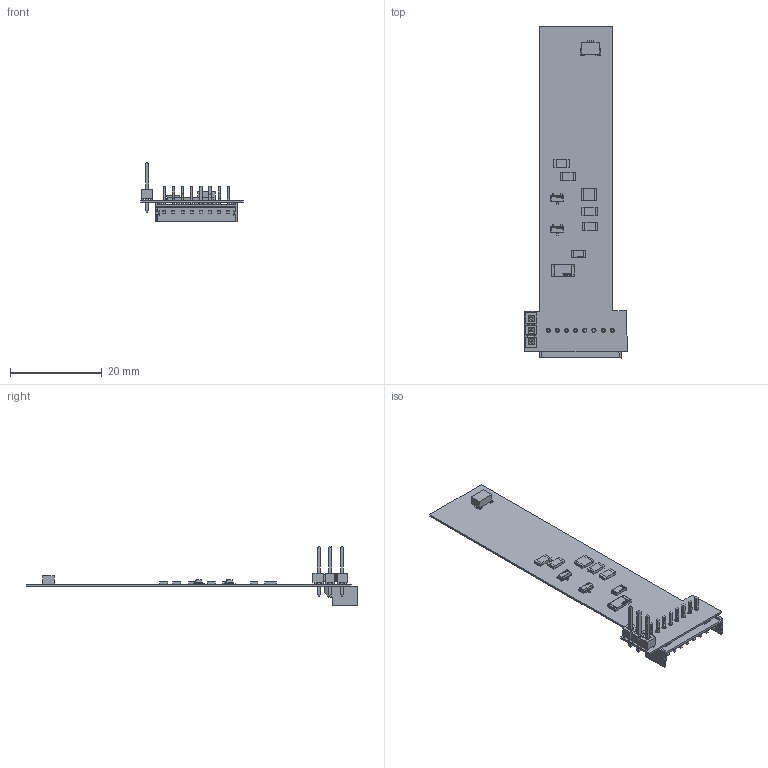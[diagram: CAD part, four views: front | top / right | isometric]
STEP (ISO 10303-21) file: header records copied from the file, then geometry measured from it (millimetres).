
FILE_DESCRIPTION(('Open CASCADE Model'),'2;1');
FILE_NAME('Open CASCADE Shape Model','2023-02-17T12:33:47',('Author'),( 'Open CASCADE'),'Open CASCADE STEP processor 7.5','Open CASCADE 7.5' ,'Unknown');
FILE_SCHEMA(('AUTOMOTIVE_DESIGN { 1 0 10303 214 1 1 1 1 }'));
Length unit declared in the file: millimetre
Products named in the file (42): PCB; Board; Open CASCADE STEP translator 7.5 6.1.1; Designator33; Res_Yageo_RC2010JK-071KL_eec; RC2010JK-071KL; Yageo; U2; IC_Texas_Instruments_DRV5032FADBZR_eec; body; pins; logo; Designator32; Res_Bourns_CR1206AFX-3163ELF_eec; terminals; top; J2; 214721-0020; Body; Pins; J1; 53254-0870; Open CASCADE STEP translator 7.5 6.6.1.1; Open CASCADE STEP translator 7.5 6.6.1.2; U1; R5; 6090786976; Extruded; 6090786816; R4; R3; 6090786176; 6090786016; R2; R1; P2; TSW-103-07-X-S
Assembly tree (53 placements, depth 4):
  PCB
    Board
      Open CASCADE STEP translator 7.5 6.1.1
    Designator33
      Res_Yageo_RC2010JK-071KL_eec
        RC2010JK-071KL
        Yageo
    U2
      IC_Texas_Instruments_DRV5032FADBZR_eec
        body
        pins
        logo
    Designator32
      Res_Bourns_CR1206AFX-3163ELF_eec
        terminals
        body
        top
        logo
    J2
      214721-0020
        Body
        Pins
    J1
      53254-0870
        Open CASCADE STEP translator 7.5 6.6.1.1
        Open CASCADE STEP translator 7.5 6.6.1.2
    U1
      IC_Texas_Instruments_DRV5032FADBZR_eec
        body
        pins
        logo
    R5
      6090786976
        Extruded
      6090786816  x2
        Extruded
    R4
      6090786976
        Extruded
      6090786816  x2
        Extruded
    R3
      6090786176
        Extruded
      6090786016  x2
        Extruded
    R2
      6090786976
        Extruded
      6090786816  x2
        Extruded
    R1
      6090786976
        Extruded
      6090786816  x2
        Extruded
    P2
      TSW-103-07-X-S
Bounding box: 22.38 x 72.45 x 12.99 mm (x, y, z)
Volume: 813.3 mm3; surface area: 3589 mm2
Topology: 86 solids, 86 shells, 1936 faces, 5101 edges, 3362 vertices
Faces by surface type: plane 1363, bspline 454, cylinder 103, sphere 16
Full cylindrical faces by diameter (mm): 0.9 x8, 1.02 x3
Entity records: 45238 total; most frequent: CARTESIAN_POINT 11141, ORIENTED_EDGE 7176, DIRECTION 5649, EDGE_CURVE 3588, LINE 2885, VECTOR 2885, VERTEX_POINT 2336, FACE_BOUND 1420
